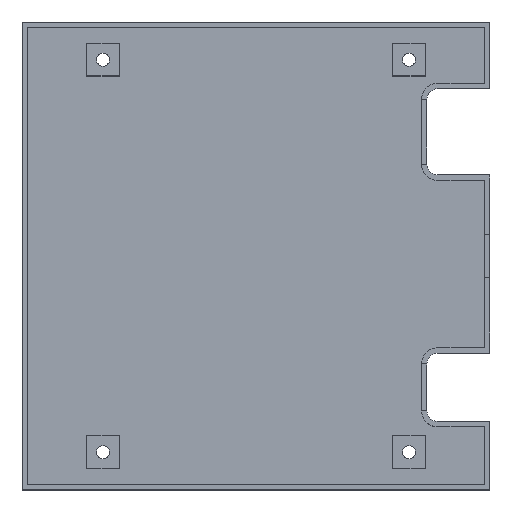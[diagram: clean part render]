
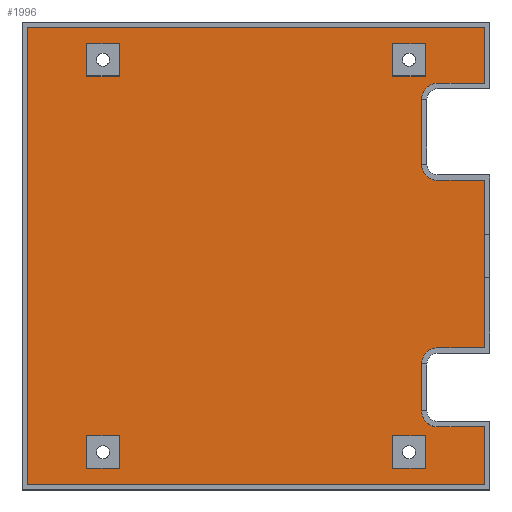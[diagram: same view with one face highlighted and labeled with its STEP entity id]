
A CAD part, top view. The second image highlights one B-rep face of the part: STEP entity #1996.
In plain terms, the highlighted planar face has unit normal (0, 0, 1).
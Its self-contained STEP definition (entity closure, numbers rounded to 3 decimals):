
#19=FACE_BOUND('',#285,.T.);
#20=FACE_BOUND('',#286,.T.);
#21=FACE_BOUND('',#287,.T.);
#22=FACE_BOUND('',#288,.T.);
#95=CIRCLE('',#2149,4.5);
#96=CIRCLE('',#2150,4.5);
#97=CIRCLE('',#2151,4.5);
#98=CIRCLE('',#2152,4.5);
#174=FACE_OUTER_BOUND('',#284,.T.);
#284=EDGE_LOOP('',(#1623,#1624,#1625,#1626,#1627,#1628,#1629,#1630,#1631,
#1632,#1633,#1634,#1635,#1636,#1637,#1638));
#285=EDGE_LOOP('',(#1639,#1640,#1641,#1642));
#286=EDGE_LOOP('',(#1643,#1644,#1645,#1646));
#287=EDGE_LOOP('',(#1647,#1648,#1649,#1650));
#288=EDGE_LOOP('',(#1651,#1652,#1653,#1654));
#437=LINE('',#3082,#665);
#441=LINE('',#3090,#669);
#444=LINE('',#3096,#672);
#447=LINE('',#3101,#675);
#449=LINE('',#3107,#677);
#453=LINE('',#3115,#681);
#456=LINE('',#3121,#684);
#459=LINE('',#3126,#687);
#461=LINE('',#3132,#689);
#465=LINE('',#3140,#693);
#468=LINE('',#3146,#696);
#471=LINE('',#3151,#699);
#473=LINE('',#3157,#701);
#477=LINE('',#3165,#705);
#480=LINE('',#3171,#708);
#483=LINE('',#3176,#711);
#497=LINE('',#3206,#725);
#498=LINE('',#3210,#726);
#499=LINE('',#3214,#727);
#500=LINE('',#3216,#728);
#501=LINE('',#3218,#729);
#502=LINE('',#3220,#730);
#503=LINE('',#3222,#731);
#504=LINE('',#3224,#732);
#505=LINE('',#3226,#733);
#506=LINE('',#3230,#734);
#507=LINE('',#3234,#735);
#508=LINE('',#3235,#736);
#665=VECTOR('',#2455,10.);
#669=VECTOR('',#2461,10.);
#672=VECTOR('',#2466,10.);
#675=VECTOR('',#2471,10.);
#677=VECTOR('',#2477,10.);
#681=VECTOR('',#2483,10.);
#684=VECTOR('',#2488,10.);
#687=VECTOR('',#2493,10.);
#689=VECTOR('',#2499,10.);
#693=VECTOR('',#2505,10.);
#696=VECTOR('',#2510,10.);
#699=VECTOR('',#2515,10.);
#701=VECTOR('',#2521,10.);
#705=VECTOR('',#2527,10.);
#708=VECTOR('',#2532,10.);
#711=VECTOR('',#2537,10.);
#725=VECTOR('',#2571,10.);
#726=VECTOR('',#2574,10.);
#727=VECTOR('',#2577,10.);
#728=VECTOR('',#2578,10.);
#729=VECTOR('',#2579,10.);
#730=VECTOR('',#2580,10.);
#731=VECTOR('',#2581,10.);
#732=VECTOR('',#2582,10.);
#733=VECTOR('',#2583,10.);
#734=VECTOR('',#2586,10.);
#735=VECTOR('',#2589,10.);
#736=VECTOR('',#2590,10.);
#903=VERTEX_POINT('',#3080);
#904=VERTEX_POINT('',#3081);
#907=VERTEX_POINT('',#3089);
#909=VERTEX_POINT('',#3095);
#911=VERTEX_POINT('',#3105);
#912=VERTEX_POINT('',#3106);
#915=VERTEX_POINT('',#3114);
#917=VERTEX_POINT('',#3120);
#919=VERTEX_POINT('',#3130);
#920=VERTEX_POINT('',#3131);
#923=VERTEX_POINT('',#3139);
#925=VERTEX_POINT('',#3145);
#927=VERTEX_POINT('',#3155);
#928=VERTEX_POINT('',#3156);
#931=VERTEX_POINT('',#3164);
#933=VERTEX_POINT('',#3170);
#939=VERTEX_POINT('',#3204);
#940=VERTEX_POINT('',#3205);
#941=VERTEX_POINT('',#3207);
#942=VERTEX_POINT('',#3209);
#943=VERTEX_POINT('',#3211);
#944=VERTEX_POINT('',#3213);
#945=VERTEX_POINT('',#3215);
#946=VERTEX_POINT('',#3217);
#947=VERTEX_POINT('',#3219);
#948=VERTEX_POINT('',#3221);
#949=VERTEX_POINT('',#3223);
#950=VERTEX_POINT('',#3225);
#951=VERTEX_POINT('',#3227);
#952=VERTEX_POINT('',#3229);
#953=VERTEX_POINT('',#3231);
#954=VERTEX_POINT('',#3233);
#1133=EDGE_CURVE('',#903,#904,#437,.T.);
#1137=EDGE_CURVE('',#907,#903,#441,.T.);
#1140=EDGE_CURVE('',#909,#907,#444,.T.);
#1143=EDGE_CURVE('',#904,#909,#447,.T.);
#1145=EDGE_CURVE('',#911,#912,#449,.T.);
#1149=EDGE_CURVE('',#915,#911,#453,.T.);
#1152=EDGE_CURVE('',#917,#915,#456,.T.);
#1155=EDGE_CURVE('',#912,#917,#459,.T.);
#1157=EDGE_CURVE('',#919,#920,#461,.T.);
#1161=EDGE_CURVE('',#923,#919,#465,.T.);
#1164=EDGE_CURVE('',#925,#923,#468,.T.);
#1167=EDGE_CURVE('',#920,#925,#471,.T.);
#1169=EDGE_CURVE('',#927,#928,#473,.T.);
#1173=EDGE_CURVE('',#931,#927,#477,.T.);
#1176=EDGE_CURVE('',#933,#931,#480,.T.);
#1179=EDGE_CURVE('',#928,#933,#483,.T.);
#1193=EDGE_CURVE('',#939,#940,#497,.T.);
#1194=EDGE_CURVE('',#940,#941,#95,.T.);
#1195=EDGE_CURVE('',#941,#942,#498,.T.);
#1196=EDGE_CURVE('',#942,#943,#96,.T.);
#1197=EDGE_CURVE('',#943,#944,#499,.T.);
#1198=EDGE_CURVE('',#944,#945,#500,.T.);
#1199=EDGE_CURVE('',#945,#946,#501,.T.);
#1200=EDGE_CURVE('',#946,#947,#502,.T.);
#1201=EDGE_CURVE('',#947,#948,#503,.T.);
#1202=EDGE_CURVE('',#948,#949,#504,.T.);
#1203=EDGE_CURVE('',#949,#950,#505,.T.);
#1204=EDGE_CURVE('',#950,#951,#97,.T.);
#1205=EDGE_CURVE('',#951,#952,#506,.T.);
#1206=EDGE_CURVE('',#952,#953,#98,.T.);
#1207=EDGE_CURVE('',#953,#954,#507,.T.);
#1208=EDGE_CURVE('',#954,#939,#508,.T.);
#1623=ORIENTED_EDGE('',*,*,#1193,.T.);
#1624=ORIENTED_EDGE('',*,*,#1194,.T.);
#1625=ORIENTED_EDGE('',*,*,#1195,.T.);
#1626=ORIENTED_EDGE('',*,*,#1196,.T.);
#1627=ORIENTED_EDGE('',*,*,#1197,.T.);
#1628=ORIENTED_EDGE('',*,*,#1198,.T.);
#1629=ORIENTED_EDGE('',*,*,#1199,.T.);
#1630=ORIENTED_EDGE('',*,*,#1200,.T.);
#1631=ORIENTED_EDGE('',*,*,#1201,.T.);
#1632=ORIENTED_EDGE('',*,*,#1202,.T.);
#1633=ORIENTED_EDGE('',*,*,#1203,.T.);
#1634=ORIENTED_EDGE('',*,*,#1204,.T.);
#1635=ORIENTED_EDGE('',*,*,#1205,.T.);
#1636=ORIENTED_EDGE('',*,*,#1206,.T.);
#1637=ORIENTED_EDGE('',*,*,#1207,.T.);
#1638=ORIENTED_EDGE('',*,*,#1208,.T.);
#1639=ORIENTED_EDGE('',*,*,#1133,.T.);
#1640=ORIENTED_EDGE('',*,*,#1143,.T.);
#1641=ORIENTED_EDGE('',*,*,#1140,.T.);
#1642=ORIENTED_EDGE('',*,*,#1137,.T.);
#1643=ORIENTED_EDGE('',*,*,#1145,.T.);
#1644=ORIENTED_EDGE('',*,*,#1155,.T.);
#1645=ORIENTED_EDGE('',*,*,#1152,.T.);
#1646=ORIENTED_EDGE('',*,*,#1149,.T.);
#1647=ORIENTED_EDGE('',*,*,#1157,.T.);
#1648=ORIENTED_EDGE('',*,*,#1167,.T.);
#1649=ORIENTED_EDGE('',*,*,#1164,.T.);
#1650=ORIENTED_EDGE('',*,*,#1161,.T.);
#1651=ORIENTED_EDGE('',*,*,#1169,.T.);
#1652=ORIENTED_EDGE('',*,*,#1179,.T.);
#1653=ORIENTED_EDGE('',*,*,#1176,.T.);
#1654=ORIENTED_EDGE('',*,*,#1173,.T.);
#1898=PLANE('',#2148);
#1996=ADVANCED_FACE('',(#174,#19,#20,#21,#22),#1898,.F.);
#2148=AXIS2_PLACEMENT_3D('',#3203,#2569,#2570);
#2149=AXIS2_PLACEMENT_3D('',#3208,#2572,#2573);
#2150=AXIS2_PLACEMENT_3D('',#3212,#2575,#2576);
#2151=AXIS2_PLACEMENT_3D('',#3228,#2584,#2585);
#2152=AXIS2_PLACEMENT_3D('',#3232,#2587,#2588);
#2455=DIRECTION('',(0.,1.,0.));
#2461=DIRECTION('',(-1.,0.,0.));
#2466=DIRECTION('',(0.,-1.,0.));
#2471=DIRECTION('',(1.,0.,0.));
#2477=DIRECTION('',(0.,1.,0.));
#2483=DIRECTION('',(-1.,0.,0.));
#2488=DIRECTION('',(0.,-1.,0.));
#2493=DIRECTION('',(1.,0.,0.));
#2499=DIRECTION('',(0.,1.,0.));
#2505=DIRECTION('',(-1.,0.,0.));
#2510=DIRECTION('',(0.,-1.,0.));
#2515=DIRECTION('',(1.,0.,0.));
#2521=DIRECTION('',(1.,0.,0.));
#2527=DIRECTION('',(0.,1.,0.));
#2532=DIRECTION('',(-1.,0.,0.));
#2537=DIRECTION('',(0.,-1.,0.));
#2569=DIRECTION('center_axis',(0.,0.,-1.));
#2570=DIRECTION('ref_axis',(-1.,0.,0.));
#2571=DIRECTION('',(-1.,0.,0.));
#2572=DIRECTION('center_axis',(0.,0.,-1.));
#2573=DIRECTION('ref_axis',(0.,-1.,0.));
#2574=DIRECTION('',(0.,1.,0.));
#2575=DIRECTION('center_axis',(0.,0.,-1.));
#2576=DIRECTION('ref_axis',(-1.,0.,0.));
#2577=DIRECTION('',(1.,0.,0.));
#2578=DIRECTION('',(0.,1.,0.));
#2579=DIRECTION('',(-1.,0.,0.));
#2580=DIRECTION('',(0.,-1.,0.));
#2581=DIRECTION('',(1.,0.,0.));
#2582=DIRECTION('',(0.,1.,0.));
#2583=DIRECTION('',(-1.,0.,0.));
#2584=DIRECTION('center_axis',(0.,0.,-1.));
#2585=DIRECTION('ref_axis',(0.,-1.,0.));
#2586=DIRECTION('',(0.,1.,0.));
#2587=DIRECTION('center_axis',(0.,0.,-1.));
#2588=DIRECTION('ref_axis',(-1.,0.,0.));
#2589=DIRECTION('',(1.,0.,0.));
#2590=DIRECTION('',(0.,1.,0.));
#3080=CARTESIAN_POINT('',(-47.,-59.,-8.6));
#3081=CARTESIAN_POINT('',(-47.,-50.,-8.6));
#3082=CARTESIAN_POINT('',(-47.,-29.5,-8.6));
#3089=CARTESIAN_POINT('',(-38.,-59.,-8.6));
#3090=CARTESIAN_POINT('',(-19.,-59.,-8.6));
#3095=CARTESIAN_POINT('',(-38.,-50.,-8.6));
#3096=CARTESIAN_POINT('',(-38.,-25.,-8.6));
#3101=CARTESIAN_POINT('',(-23.5,-50.,-8.6));
#3105=CARTESIAN_POINT('',(-47.,50.,-8.6));
#3106=CARTESIAN_POINT('',(-47.,59.,-8.6));
#3107=CARTESIAN_POINT('',(-47.,25.,-8.6));
#3114=CARTESIAN_POINT('',(-38.,50.,-8.6));
#3115=CARTESIAN_POINT('',(-19.,50.,-8.6));
#3120=CARTESIAN_POINT('',(-38.,59.,-8.6));
#3121=CARTESIAN_POINT('',(-38.,29.5,-8.6));
#3126=CARTESIAN_POINT('',(-23.5,59.,-8.6));
#3130=CARTESIAN_POINT('',(38.,-59.,-8.6));
#3131=CARTESIAN_POINT('',(38.,-50.,-8.6));
#3132=CARTESIAN_POINT('',(38.,-29.5,-8.6));
#3139=CARTESIAN_POINT('',(47.,-59.,-8.6));
#3140=CARTESIAN_POINT('',(23.5,-59.,-8.6));
#3145=CARTESIAN_POINT('',(47.,-50.,-8.6));
#3146=CARTESIAN_POINT('',(47.,-25.,-8.6));
#3151=CARTESIAN_POINT('',(19.,-50.,-8.6));
#3155=CARTESIAN_POINT('',(38.,59.,-8.6));
#3156=CARTESIAN_POINT('',(47.,59.,-8.6));
#3157=CARTESIAN_POINT('',(19.,59.,-8.6));
#3164=CARTESIAN_POINT('',(38.,50.,-8.6));
#3165=CARTESIAN_POINT('',(38.,25.,-8.6));
#3170=CARTESIAN_POINT('',(47.,50.,-8.6));
#3171=CARTESIAN_POINT('',(23.5,50.,-8.6));
#3176=CARTESIAN_POINT('',(47.,29.5,-8.6));
#3203=CARTESIAN_POINT('Origin',(0.,0.,
-8.6));
#3204=CARTESIAN_POINT('',(63.5,21.,-8.6));
#3205=CARTESIAN_POINT('',(50.5,21.,-8.6));
#3206=CARTESIAN_POINT('',(50.5,21.,-8.6));
#3207=CARTESIAN_POINT('',(46.,25.5,-8.6));
#3208=CARTESIAN_POINT('Origin',(50.5,25.5,-8.6));
#3209=CARTESIAN_POINT('',(46.,43.5,-8.6));
#3210=CARTESIAN_POINT('',(46.,25.5,-8.6));
#3211=CARTESIAN_POINT('',(50.5,48.,-8.6));
#3212=CARTESIAN_POINT('Origin',(50.5,43.5,-8.6));
#3213=CARTESIAN_POINT('',(63.5,48.,-8.6));
#3214=CARTESIAN_POINT('',(50.5,48.,-8.6));
#3215=CARTESIAN_POINT('',(63.5,63.5,-8.6));
#3216=CARTESIAN_POINT('',(63.5,-63.5,-8.6));
#3217=CARTESIAN_POINT('',(-63.5,63.5,-8.6));
#3218=CARTESIAN_POINT('',(63.5,63.5,-8.6));
#3219=CARTESIAN_POINT('',(-63.5,-63.5,-8.6));
#3220=CARTESIAN_POINT('',(-63.5,63.5,-8.6));
#3221=CARTESIAN_POINT('',(63.5,-63.5,-8.6));
#3222=CARTESIAN_POINT('',(-63.5,-63.5,-8.6));
#3223=CARTESIAN_POINT('',(63.5,-47.5,-8.6));
#3224=CARTESIAN_POINT('',(63.5,-63.5,-8.6));
#3225=CARTESIAN_POINT('',(50.5,-47.5,-8.6));
#3226=CARTESIAN_POINT('',(50.5,-47.5,-8.6));
#3227=CARTESIAN_POINT('',(46.,-43.,-8.6));
#3228=CARTESIAN_POINT('Origin',(50.5,-43.,-8.6));
#3229=CARTESIAN_POINT('',(46.,-30.,-8.6));
#3230=CARTESIAN_POINT('',(46.,-43.,-8.6));
#3231=CARTESIAN_POINT('',(50.5,-25.5,-8.6));
#3232=CARTESIAN_POINT('Origin',(50.5,-30.,-8.6));
#3233=CARTESIAN_POINT('',(63.5,-25.5,-8.6));
#3234=CARTESIAN_POINT('',(50.5,-25.5,-8.6));
#3235=CARTESIAN_POINT('',(63.5,-63.5,-8.6));
